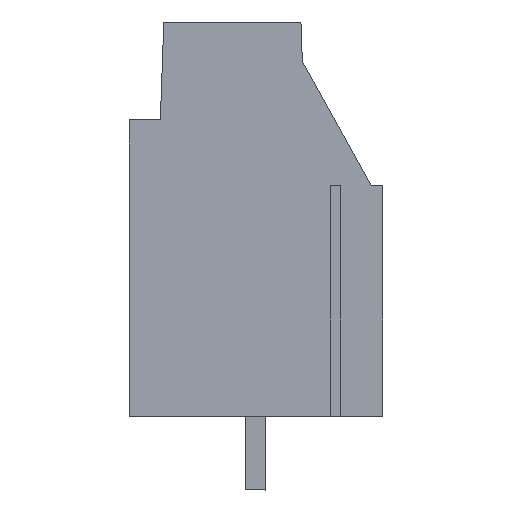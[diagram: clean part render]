
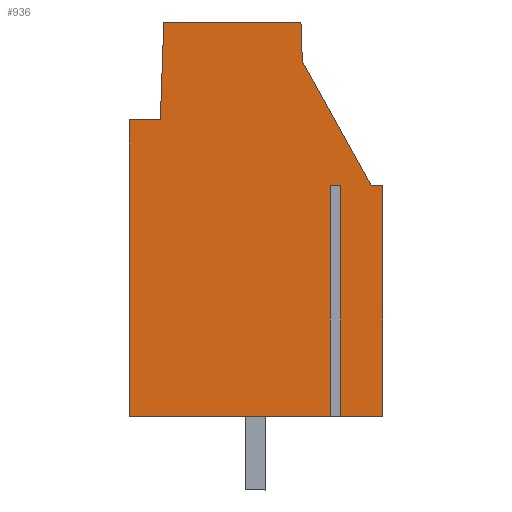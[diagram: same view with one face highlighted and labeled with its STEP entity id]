
A CAD part, left-side view. The second image highlights one B-rep face of the part: STEP entity #936.
In plain terms, the highlighted planar face has unit normal (-1, 0, 0).
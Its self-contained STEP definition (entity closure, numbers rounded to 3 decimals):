
#844=AXIS2_PLACEMENT_3D('Plane Axis2P3D',#841,#842,#843) ;
#610=CARTESIAN_POINT('Vertex',(0.,0.5,13.2)) ;
#615=CARTESIAN_POINT('Line Origine',(0.,0.25,13.2)) ;
#619=CARTESIAN_POINT('Vertex',(0.,0.,13.2)) ;
#658=CARTESIAN_POINT('Vertex',(0.,3.49,18.592)) ;
#663=CARTESIAN_POINT('Line Origine',(0.,1.995,15.896)) ;
#841=CARTESIAN_POINT('Axis2P3D Location',(0.,11.,0.)) ;
#846=CARTESIAN_POINT('Line Origine',(0.,0.912,3.2)) ;
#850=CARTESIAN_POINT('Vertex',(0.,1.825,3.2)) ;
#852=CARTESIAN_POINT('Vertex',(0.,0.,3.2)) ;
#855=CARTESIAN_POINT('Line Origine',(0.,0.,8.2)) ;
#860=CARTESIAN_POINT('Line Origine',(0.,3.52,19.446)) ;
#864=CARTESIAN_POINT('Vertex',(0.,3.55,20.3)) ;
#867=CARTESIAN_POINT('Line Origine',(0.,6.525,20.3)) ;
#871=CARTESIAN_POINT('Vertex',(0.,9.5,20.3)) ;
#874=CARTESIAN_POINT('Line Origine',(0.,9.574,18.175)) ;
#878=CARTESIAN_POINT('Vertex',(0.,9.648,16.05)) ;
#881=CARTESIAN_POINT('Line Origine',(0.,10.324,16.05)) ;
#885=CARTESIAN_POINT('Vertex',(0.,11.,16.05)) ;
#888=CARTESIAN_POINT('Line Origine',(0.,11.,9.625)) ;
#892=CARTESIAN_POINT('Vertex',(0.,11.,3.2)) ;
#895=CARTESIAN_POINT('Line Origine',(0.,6.638,3.2)) ;
#899=CARTESIAN_POINT('Vertex',(0.,2.275,3.2)) ;
#902=CARTESIAN_POINT('Line Origine',(0.,2.275,8.2)) ;
#906=CARTESIAN_POINT('Vertex',(0.,2.275,13.2)) ;
#909=CARTESIAN_POINT('Line Origine',(0.,2.05,13.2)) ;
#913=CARTESIAN_POINT('Vertex',(0.,1.825,13.2)) ;
#916=CARTESIAN_POINT('Line Origine',(0.,1.825,8.2)) ;
#616=DIRECTION('Vector Direction',(0.,-1.,0.)) ;
#664=DIRECTION('Vector Direction',(0.,-0.485,-0.875)) ;
#842=DIRECTION('Axis2P3D Direction',(-1.,0.,0.)) ;
#843=DIRECTION('Axis2P3D XDirection',(0.,-1.,0.)) ;
#847=DIRECTION('Vector Direction',(0.,1.,0.)) ;
#856=DIRECTION('Vector Direction',(0.,0.,-1.)) ;
#861=DIRECTION('Vector Direction',(0.,0.035,0.999)) ;
#868=DIRECTION('Vector Direction',(0.,-1.,0.)) ;
#875=DIRECTION('Vector Direction',(0.,0.035,-0.999)) ;
#882=DIRECTION('Vector Direction',(0.,-1.,0.)) ;
#889=DIRECTION('Vector Direction',(0.,0.,1.)) ;
#896=DIRECTION('Vector Direction',(0.,1.,0.)) ;
#903=DIRECTION('Vector Direction',(0.,0.,1.)) ;
#910=DIRECTION('Vector Direction',(0.,-1.,0.)) ;
#917=DIRECTION('Vector Direction',(0.,0.,1.)) ;
#617=VECTOR('Line Direction',#616,1.) ;
#665=VECTOR('Line Direction',#664,1.) ;
#848=VECTOR('Line Direction',#847,1.) ;
#857=VECTOR('Line Direction',#856,1.) ;
#862=VECTOR('Line Direction',#861,1.) ;
#869=VECTOR('Line Direction',#868,1.) ;
#876=VECTOR('Line Direction',#875,1.) ;
#883=VECTOR('Line Direction',#882,1.) ;
#890=VECTOR('Line Direction',#889,1.) ;
#897=VECTOR('Line Direction',#896,1.) ;
#904=VECTOR('Line Direction',#903,1.) ;
#911=VECTOR('Line Direction',#910,1.) ;
#918=VECTOR('Line Direction',#917,1.) ;
#922=ORIENTED_EDGE('',*,*,#854,.T.) ;
#923=ORIENTED_EDGE('',*,*,#859,.T.) ;
#924=ORIENTED_EDGE('',*,*,#621,.T.) ;
#925=ORIENTED_EDGE('',*,*,#667,.T.) ;
#926=ORIENTED_EDGE('',*,*,#866,.T.) ;
#927=ORIENTED_EDGE('',*,*,#873,.T.) ;
#928=ORIENTED_EDGE('',*,*,#880,.T.) ;
#929=ORIENTED_EDGE('',*,*,#887,.T.) ;
#930=ORIENTED_EDGE('',*,*,#894,.T.) ;
#931=ORIENTED_EDGE('',*,*,#901,.T.) ;
#932=ORIENTED_EDGE('',*,*,#908,.T.) ;
#933=ORIENTED_EDGE('',*,*,#915,.F.) ;
#934=ORIENTED_EDGE('',*,*,#920,.F.) ;
#936=ADVANCED_FACE('KLSC M3x6.3.1',(#935),#845,.T.) ;
#621=EDGE_CURVE('',#620,#611,#618,.F.) ;
#667=EDGE_CURVE('',#611,#659,#666,.F.) ;
#854=EDGE_CURVE('',#851,#853,#849,.F.) ;
#859=EDGE_CURVE('',#853,#620,#858,.F.) ;
#866=EDGE_CURVE('',#659,#865,#863,.T.) ;
#873=EDGE_CURVE('',#865,#872,#870,.F.) ;
#880=EDGE_CURVE('',#872,#879,#877,.T.) ;
#887=EDGE_CURVE('',#879,#886,#884,.F.) ;
#894=EDGE_CURVE('',#886,#893,#891,.F.) ;
#901=EDGE_CURVE('',#893,#900,#898,.F.) ;
#908=EDGE_CURVE('',#900,#907,#905,.T.) ;
#915=EDGE_CURVE('',#914,#907,#912,.F.) ;
#920=EDGE_CURVE('',#851,#914,#919,.T.) ;
#921=EDGE_LOOP('',(#922,#923,#924,#925,#926,#927,#928,#929,#930,#931,#932,#933,#934)) ;
#935=FACE_OUTER_BOUND('',#921,.T.) ;
#618=LINE('Line',#615,#617) ;
#666=LINE('Line',#663,#665) ;
#849=LINE('Line',#846,#848) ;
#858=LINE('Line',#855,#857) ;
#863=LINE('Line',#860,#862) ;
#870=LINE('Line',#867,#869) ;
#877=LINE('Line',#874,#876) ;
#884=LINE('Line',#881,#883) ;
#891=LINE('Line',#888,#890) ;
#898=LINE('Line',#895,#897) ;
#905=LINE('Line',#902,#904) ;
#912=LINE('Line',#909,#911) ;
#919=LINE('Line',#916,#918) ;
#845=PLANE('',#844) ;
#611=VERTEX_POINT('',#610) ;
#620=VERTEX_POINT('',#619) ;
#659=VERTEX_POINT('',#658) ;
#851=VERTEX_POINT('',#850) ;
#853=VERTEX_POINT('',#852) ;
#865=VERTEX_POINT('',#864) ;
#872=VERTEX_POINT('',#871) ;
#879=VERTEX_POINT('',#878) ;
#886=VERTEX_POINT('',#885) ;
#893=VERTEX_POINT('',#892) ;
#900=VERTEX_POINT('',#899) ;
#907=VERTEX_POINT('',#906) ;
#914=VERTEX_POINT('',#913) ;
